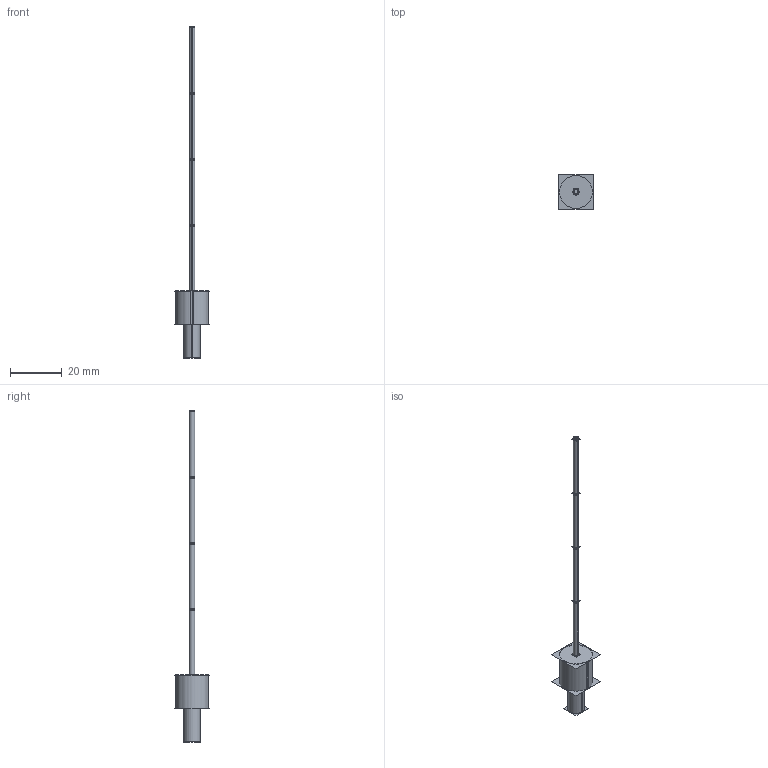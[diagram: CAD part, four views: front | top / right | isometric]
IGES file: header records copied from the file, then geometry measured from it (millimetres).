
Start section:  PTC IGES file: 188741.igs
Global section: file name: 188741.igs; native system: Creo Parametric by Parametric Technology Corporation; preprocessor: 2013230; author: pdmadmin; organization: Unknown; date: 20160112.153439; units: millimetre
Bounding box: 13.21 x 13.21 x 127.76 mm (x, y, z)
Volume: 2152.1 mm3; surface area: 9945 mm2
Topology: 6 solids, 6 shells, 82 faces, 380 edges, 488 vertices
Faces by surface type: revolution 56, bspline 26
